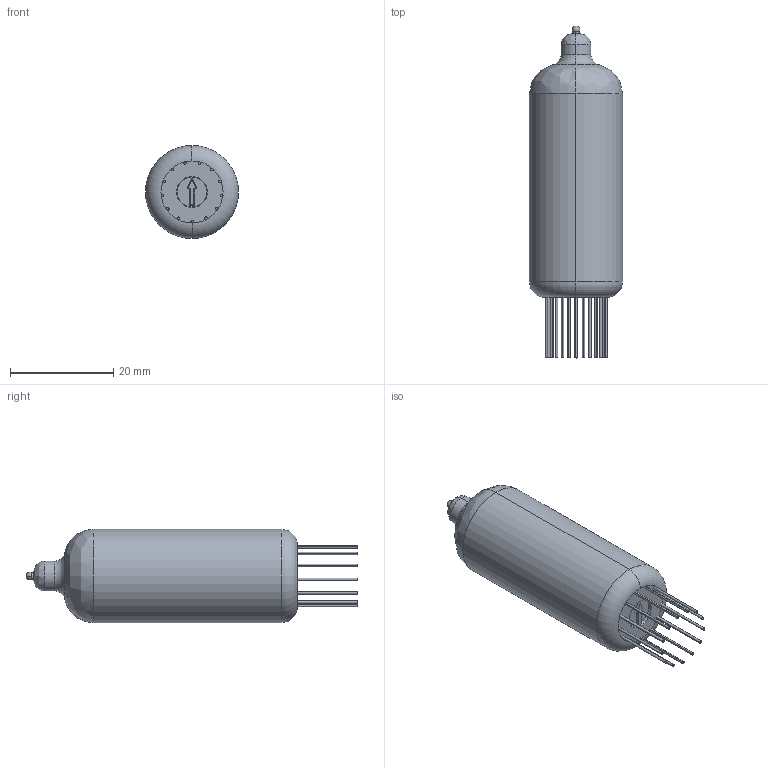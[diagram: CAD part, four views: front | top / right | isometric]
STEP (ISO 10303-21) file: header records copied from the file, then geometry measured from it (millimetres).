
FILE_DESCRIPTION(/* description */ (''),/* implementation_level */ '2;1');
FILE_NAME(/* name */ 'IN19A.stp',/* time_stamp */ '2020-05-03T18:44:17+02:00',/* author */ (''),/* organization */ (''),/* preprocessor_version */ 'ST-DEVELOPER v16.7',/* originating_system */ 'SIEMENS PLM Software NX 1859',/* authorisation */ '');
FILE_SCHEMA (('AP203_CONFIGURATION_CONTROLLED_3D_DESIGN_OF_MECHANICAL_PARTS_AND_ASSEMBLIES_MIM_LF { 1 0 10303 403 2 1 2}'));
Products named in the file (20): IN19A-GlassEnvelope; IN19A-k; IN19A-m_small; IN19A-n; IN19A-P; IN19A-Celsius; IN19A-M; IN19A-mu; IN19A-Insulator; IN19A-PinExt; IN19A-MicaSpacer; IN19A-PerCent; IN19A-PinRouting; IN19A-MicaBottom; IN19A-MicaTop; IN19A-HorizontalSpacer; IN19A-Getter; IN19A-Anode; IN19A-CeramicSpacer; IN19A
Assembly tree (33 placements, depth 2):
  IN19A
    IN19A-CeramicSpacer  x2
    IN19A-Anode
    IN19A-Getter
    IN19A-HorizontalSpacer
    IN19A-MicaTop
    IN19A-MicaBottom
    IN19A-PinRouting
    IN19A-PerCent
    IN19A-MicaSpacer
    IN19A-PinExt  x14
    IN19A-Insulator
    IN19A-mu
    IN19A-M
    IN19A-Celsius
    IN19A-P
    IN19A-n
    IN19A-m_small
    IN19A-k
    IN19A-GlassEnvelope
Bounding box: 18 x 64.2 x 18 mm (x, y, z)
Volume: 2821.7 mm3; surface area: 11041.9 mm2
Topology: 44 solids, 45 shells, 2068 faces, 6043 edges, 4002 vertices
Faces by surface type: plane 1523, cylinder 480, bspline 36, torus 25, sphere 2, cone 2
Full cylindrical faces by diameter (mm): 0.75 x16, 2.02 x1, 4 x2
Entity records: 69138 total; most frequent: CARTESIAN_POINT 12631, ORIENTED_EDGE 11568, DIRECTION 10508, EDGE_CURVE 5784, LINE 4858, VECTOR 4858, VERTEX_POINT 3846, AXIS2_PLACEMENT_3D 2825
